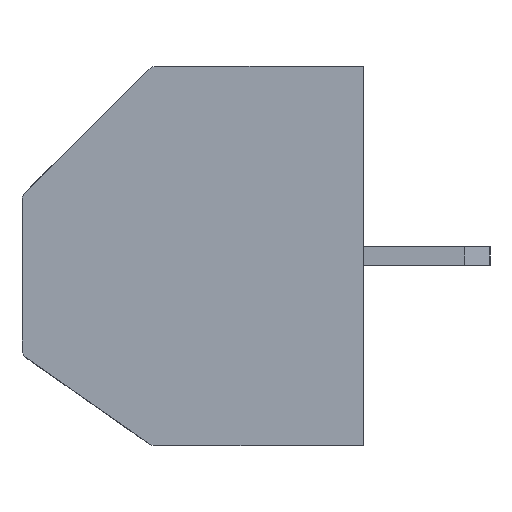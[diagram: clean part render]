
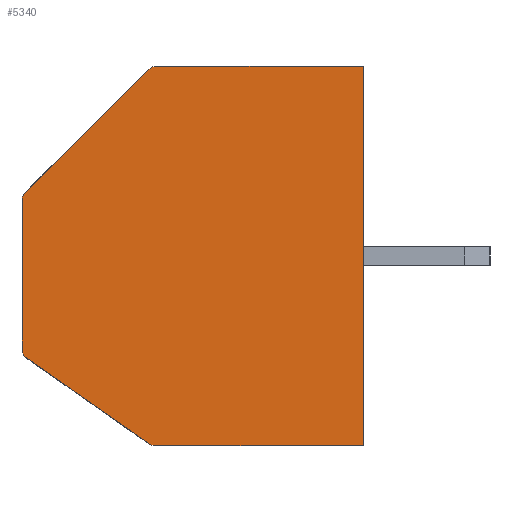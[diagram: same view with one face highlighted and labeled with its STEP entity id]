
A CAD part, left-side view. The second image highlights one B-rep face of the part: STEP entity #5340.
In plain terms, the highlighted planar face has unit normal (-1, 0, 0).
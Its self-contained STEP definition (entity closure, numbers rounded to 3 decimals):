
#809 = DIRECTION ( 'NONE',  ( -1., 0., 0. ) ) ;
#1482 = LINE ( 'NONE', #15408, #37949 ) ;
#1998 = EDGE_CURVE ( 'NONE', #12922, #7726, #33183, .T. ) ;
#2021 = CARTESIAN_POINT ( 'NONE',  ( -3.04, 10.712, 1.988 ) ) ;
#2429 = ORIENTED_EDGE ( 'NONE', *, *, #14350, .F. ) ;
#2691 = DIRECTION ( 'NONE',  ( 0., 0.819, 0.574 ) ) ;
#2853 = ORIENTED_EDGE ( 'NONE', *, *, #11307, .T. ) ;
#2965 = CARTESIAN_POINT ( 'NONE',  ( -3.04, 6.576, 6. ) ) ;
#3271 = PLANE ( 'NONE',  #8771 ) ;
#3433 = ORIENTED_EDGE ( 'NONE', *, *, #1998, .T. ) ;
#3459 = DIRECTION ( 'NONE',  ( 0., 0., -1. ) ) ;
#3649 = DIRECTION ( 'NONE',  ( 1., 0., 0. ) ) ;
#3699 = EDGE_CURVE ( 'NONE', #17906, #7726, #27207, .T. ) ;
#3700 = VERTEX_POINT ( 'NONE', #6522 ) ;
#3716 = CARTESIAN_POINT ( 'NONE',  ( -3.04, 6.605, -5.7 ) ) ;
#3965 = CARTESIAN_POINT ( 'NONE',  ( -3.04, 0., -6. ) ) ;
#5340 = ADVANCED_FACE ( 'NONE', ( #29749 ), #3271, .F. ) ;
#5458 = AXIS2_PLACEMENT_3D ( 'NONE', #36617, #9962, #22295 ) ;
#5587 = VERTEX_POINT ( 'NONE', #37616 ) ;
#5685 = ORIENTED_EDGE ( 'NONE', *, *, #11651, .T. ) ;
#6522 = CARTESIAN_POINT ( 'NONE',  ( -3.04, 6.605, -6. ) ) ;
#6650 = ORIENTED_EDGE ( 'NONE', *, *, #34465, .T. ) ;
#7505 = CARTESIAN_POINT ( 'NONE',  ( -3.04, 10.5, 1.776 ) ) ;
#7726 = VERTEX_POINT ( 'NONE', #38105 ) ;
#8079 = VECTOR ( 'NONE', #14764, 1000. ) ;
#8771 = AXIS2_PLACEMENT_3D ( 'NONE', #9811, #3649, #3459 ) ;
#9231 = VERTEX_POINT ( 'NONE', #34884 ) ;
#9520 = VECTOR ( 'NONE', #2691, 1000. ) ;
#9540 = DIRECTION ( 'NONE',  ( 0., 0., -1. ) ) ;
#9811 = CARTESIAN_POINT ( 'NONE',  ( -3.04, 10.8, 6. ) ) ;
#9866 = DIRECTION ( 'NONE',  ( 0., -1., 0. ) ) ;
#9962 = DIRECTION ( 'NONE',  ( -1., 0., 0. ) ) ;
#10162 = AXIS2_PLACEMENT_3D ( 'NONE', #13001, #809, #9540 ) ;
#10425 = CARTESIAN_POINT ( 'NONE',  ( -3.04, 10.8, -6. ) ) ;
#10650 = CARTESIAN_POINT ( 'NONE',  ( -3.04, 10.8, 6. ) ) ;
#11051 = ORIENTED_EDGE ( 'NONE', *, *, #31529, .T. ) ;
#11066 = VECTOR ( 'NONE', #36068, 1000. ) ;
#11307 = EDGE_CURVE ( 'NONE', #24688, #5587, #16485, .T. ) ;
#11651 = EDGE_CURVE ( 'NONE', #37940, #3700, #34780, .T. ) ;
#12363 = EDGE_LOOP ( 'NONE', ( #14620, #5685, #6650, #2853, #15479, #3433, #17674, #17074, #2429, #11051 ) ) ;
#12820 = VERTEX_POINT ( 'NONE', #24607 ) ;
#12883 = DIRECTION ( 'NONE',  ( 0., 0., 1. ) ) ;
#12922 = VERTEX_POINT ( 'NONE', #2965 ) ;
#12971 = DIRECTION ( 'NONE',  ( -1., 0., 0. ) ) ;
#13001 = CARTESIAN_POINT ( 'NONE',  ( -3.04, 10.5, -2.973 ) ) ;
#13464 = DIRECTION ( 'NONE',  ( 0., 0., -1. ) ) ;
#13485 = EDGE_CURVE ( 'NONE', #37940, #12820, #17360, .T. ) ;
#14350 = EDGE_CURVE ( 'NONE', #31141, #9231, #1482, .T. ) ;
#14436 = EDGE_CURVE ( 'NONE', #17906, #9231, #33635, .T. ) ;
#14620 = ORIENTED_EDGE ( 'NONE', *, *, #13485, .F. ) ;
#14764 = DIRECTION ( 'NONE',  ( 0., -1., 0. ) ) ;
#15408 = CARTESIAN_POINT ( 'NONE',  ( -3.04, 10.8, 6. ) ) ;
#15479 = ORIENTED_EDGE ( 'NONE', *, *, #31051, .F. ) ;
#16391 = LINE ( 'NONE', #10425, #8079 ) ;
#16485 = LINE ( 'NONE', #27924, #28036 ) ;
#17074 = ORIENTED_EDGE ( 'NONE', *, *, #14436, .T. ) ;
#17360 = LINE ( 'NONE', #29162, #9520 ) ;
#17554 = CIRCLE ( 'NONE', #10162, 0.3 ) ;
#17674 = ORIENTED_EDGE ( 'NONE', *, *, #3699, .F. ) ;
#17906 = VERTEX_POINT ( 'NONE', #2021 ) ;
#18220 = AXIS2_PLACEMENT_3D ( 'NONE', #7505, #31065, #13464 ) ;
#20812 = CARTESIAN_POINT ( 'NONE',  ( -3.04, 10.8, 1.9 ) ) ;
#21892 = DIRECTION ( 'NONE',  ( 0., 0., 1. ) ) ;
#22295 = DIRECTION ( 'NONE',  ( 0., 0., -1. ) ) ;
#24266 = VECTOR ( 'NONE', #9866, 1000. ) ;
#24607 = CARTESIAN_POINT ( 'NONE',  ( -3.04, 10.672, -3.219 ) ) ;
#24688 = VERTEX_POINT ( 'NONE', #3965 ) ;
#24936 = DIRECTION ( 'NONE',  ( 0., 0., -1. ) ) ;
#26796 = AXIS2_PLACEMENT_3D ( 'NONE', #3716, #12971, #24936 ) ;
#27207 = LINE ( 'NONE', #20812, #11066 ) ;
#27924 = CARTESIAN_POINT ( 'NONE',  ( -3.04, 0., 6. ) ) ;
#28036 = VECTOR ( 'NONE', #21892, 1000. ) ;
#29162 = CARTESIAN_POINT ( 'NONE',  ( -3.04, 10.8, -3.129 ) ) ;
#29749 = FACE_OUTER_BOUND ( 'NONE', #12363, .T. ) ;
#31051 = EDGE_CURVE ( 'NONE', #12922, #5587, #36525, .T. ) ;
#31065 = DIRECTION ( 'NONE',  ( -1., 0., 0. ) ) ;
#31141 = VERTEX_POINT ( 'NONE', #37665 ) ;
#31162 = CARTESIAN_POINT ( 'NONE',  ( -3.04, 6.777, -5.946 ) ) ;
#31529 = EDGE_CURVE ( 'NONE', #31141, #12820, #17554, .T. ) ;
#33183 = CIRCLE ( 'NONE', #5458, 0.3 ) ;
#33635 = CIRCLE ( 'NONE', #18220, 0.3 ) ;
#34465 = EDGE_CURVE ( 'NONE', #3700, #24688, #16391, .T. ) ;
#34780 = CIRCLE ( 'NONE', #26796, 0.3 ) ;
#34884 = CARTESIAN_POINT ( 'NONE',  ( -3.04, 10.8, 1.776 ) ) ;
#36068 = DIRECTION ( 'NONE',  ( 0., -0.707, 0.707 ) ) ;
#36525 = LINE ( 'NONE', #10650, #24266 ) ;
#36617 = CARTESIAN_POINT ( 'NONE',  ( -3.04, 6.576, 5.7 ) ) ;
#37616 = CARTESIAN_POINT ( 'NONE',  ( -3.04, 0., 6. ) ) ;
#37665 = CARTESIAN_POINT ( 'NONE',  ( -3.04, 10.8, -2.973 ) ) ;
#37940 = VERTEX_POINT ( 'NONE', #31162 ) ;
#37949 = VECTOR ( 'NONE', #12883, 1000. ) ;
#38105 = CARTESIAN_POINT ( 'NONE',  ( -3.04, 6.788, 5.912 ) ) ;
